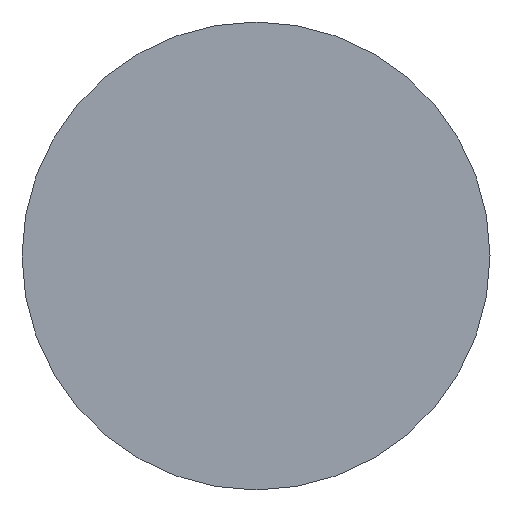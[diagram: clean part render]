
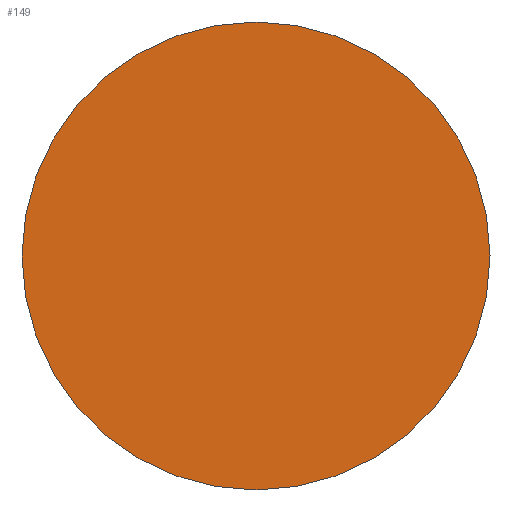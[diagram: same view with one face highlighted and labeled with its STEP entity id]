
A CAD part, front view. The second image highlights one B-rep face of the part: STEP entity #149.
In plain terms, the highlighted planar face has unit normal (0, -1, 0).
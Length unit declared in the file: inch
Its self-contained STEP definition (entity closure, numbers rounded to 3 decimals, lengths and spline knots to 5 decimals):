
#8 = FACE_OUTER_BOUND ( 'NONE', #454, .T. ) ;
#24 = DIRECTION ( 'NONE',  ( 0., 0., -1. ) ) ;
#25 = ORIENTED_EDGE ( 'NONE', *, *, #402, .T. ) ;
#29 = DIRECTION ( 'NONE',  ( 0., -1., 0. ) ) ;
#31 = DIRECTION ( 'NONE',  ( 0., -1., 0. ) ) ;
#33 = VERTEX_POINT ( 'NONE', #330 ) ;
#36 = AXIS2_PLACEMENT_3D ( 'NONE', #212, #29, #280 ) ;
#50 = CIRCLE ( 'NONE', #36, 0.0625 ) ;
#64 = VERTEX_POINT ( 'NONE', #132 ) ;
#74 = DIRECTION ( 'NONE',  ( 0., 0., -1. ) ) ;
#80 = CIRCLE ( 'NONE', #125, 0.0625 ) ;
#125 = AXIS2_PLACEMENT_3D ( 'NONE', #136, #31, #74 ) ;
#132 = CARTESIAN_POINT ( 'NONE',  ( 0., 0., 0.0625 ) ) ;
#136 = CARTESIAN_POINT ( 'NONE',  ( 0., 0., 0. ) ) ;
#149 = ADVANCED_FACE ( 'NONE', ( #8 ), #274, .T. ) ;
#189 = ORIENTED_EDGE ( 'NONE', *, *, #384, .T. ) ;
#192 = AXIS2_PLACEMENT_3D ( 'NONE', #226, #349, #24 ) ;
#212 = CARTESIAN_POINT ( 'NONE',  ( 0., 0., 0. ) ) ;
#226 = CARTESIAN_POINT ( 'NONE',  ( 0., 0., 0. ) ) ;
#274 = PLANE ( 'NONE',  #192 ) ;
#280 = DIRECTION ( 'NONE',  ( 0., 0., -1. ) ) ;
#330 = CARTESIAN_POINT ( 'NONE',  ( 0., 0., -0.0625 ) ) ;
#349 = DIRECTION ( 'NONE',  ( 0., -1., 0. ) ) ;
#384 = EDGE_CURVE ( 'NONE', #64, #33, #50, .T. ) ;
#402 = EDGE_CURVE ( 'NONE', #33, #64, #80, .T. ) ;
#454 = EDGE_LOOP ( 'NONE', ( #25, #189 ) ) ;
